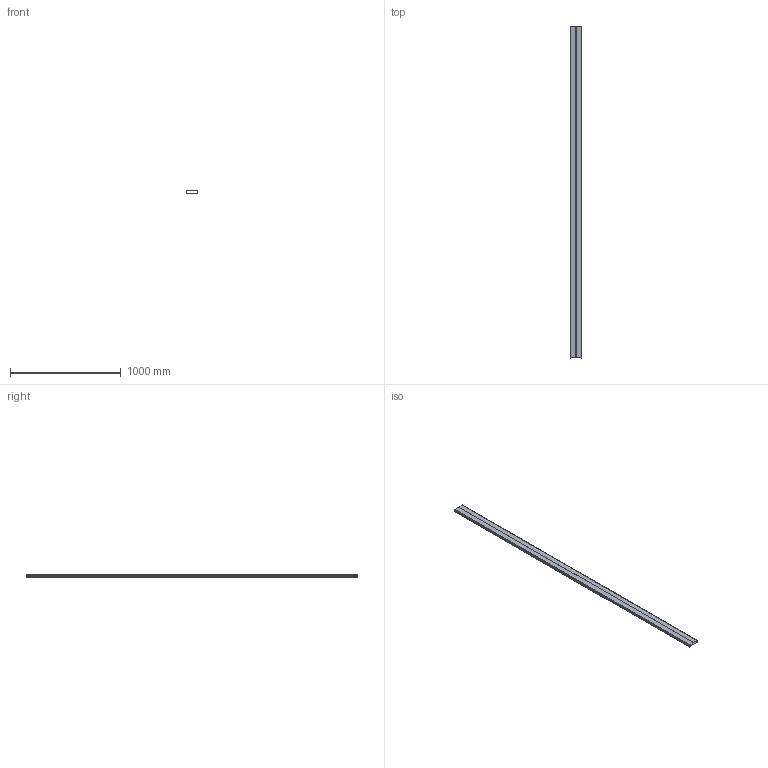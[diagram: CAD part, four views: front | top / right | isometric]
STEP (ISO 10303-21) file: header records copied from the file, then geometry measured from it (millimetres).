
FILE_DESCRIPTION(/* description */ (''),/* implementation_level */ '2;1');
FILE_NAME(/* name */ 'XB-4044',/* time_stamp */ '2023-02-27T13:19:44+08:00',/* author */ (''),/* organization */ (''),/* preprocessor_version */ 'ST-DEVELOPER v9',/* originating_system */ 'EDS PLM SOLUTIONS - UNIGRAPHICS NX 2.0',/* authorisation */ '');
FILE_SCHEMA (('CONFIG_CONTROL_DESIGN'));
Length unit declared in the file: millimetre
Products named in the file (1): Admi996Aptr6
Bounding box: 105.1 x 3000.16 x 23.9 mm (x, y, z)
Volume: 1236748.3 mm3; surface area: 1674726.3 mm2
Topology: 2 solids, 2 shells, 704 faces, 2100 edges, 1400 vertices
Faces by surface type: plane 356, cylinder 348
Entity records: 24584 total; most frequent: DIRECTION 4206, CARTESIAN_POINT 4205, ORIENTED_EDGE 4200, EDGE_CURVE 2100, LINE 1404, VECTOR 1404, AXIS2_PLACEMENT_3D 1401, VERTEX_POINT 1400
